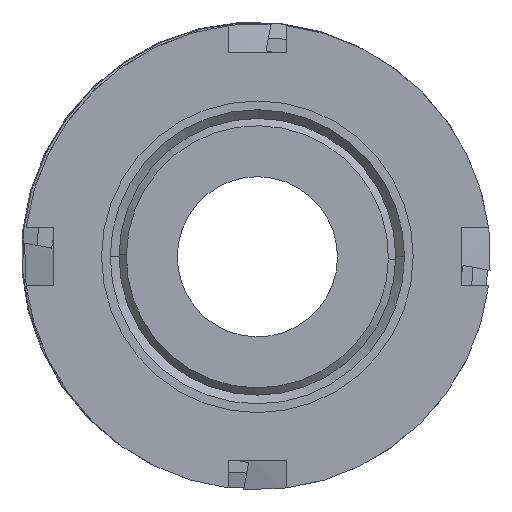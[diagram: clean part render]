
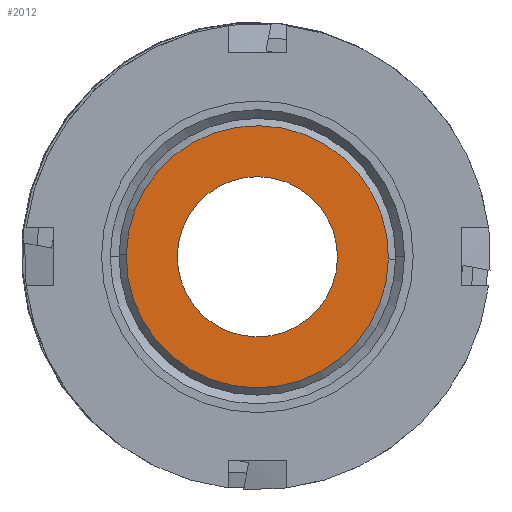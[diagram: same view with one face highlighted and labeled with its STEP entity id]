
A CAD part, front view. The second image highlights one B-rep face of the part: STEP entity #2012.
In plain terms, the highlighted planar face has unit normal (0, -1, 0).
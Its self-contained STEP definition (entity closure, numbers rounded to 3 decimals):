
#136 = ORIENTED_EDGE ( 'NONE', *, *, #4318, .F. ) ;
#530 = VERTEX_POINT ( 'NONE', #1620 ) ;
#535 = EDGE_LOOP ( 'NONE', ( #4109, #136 ) ) ;
#615 = DIRECTION ( 'NONE',  ( -1., 0., 0. ) ) ;
#656 = DIRECTION ( 'NONE',  ( 0., 1., 0. ) ) ;
#697 = AXIS2_PLACEMENT_3D ( 'NONE', #4029, #2607, #1692 ) ;
#913 = PLANE ( 'NONE',  #697 ) ;
#991 = DIRECTION ( 'NONE',  ( -1., 0., 0. ) ) ;
#998 = CIRCLE ( 'NONE', #3935, 5.5 ) ;
#1075 = EDGE_CURVE ( 'NONE', #3260, #4118, #2215, .T. ) ;
#1087 = EDGE_CURVE ( 'NONE', #530, #3402, #3164, .T. ) ;
#1145 = DIRECTION ( 'NONE',  ( -1., 0., 0. ) ) ;
#1342 = DIRECTION ( 'NONE',  ( 0., 1., 0. ) ) ;
#1347 = ORIENTED_EDGE ( 'NONE', *, *, #2028, .T. ) ;
#1398 = AXIS2_PLACEMENT_3D ( 'NONE', #4250, #2203, #1145 ) ;
#1414 = CARTESIAN_POINT ( 'NONE',  ( 9., -15.532, 0. ) ) ;
#1620 = CARTESIAN_POINT ( 'NONE',  ( -5.5, -15.532, 0. ) ) ;
#1624 = CARTESIAN_POINT ( 'NONE',  ( 0., -15.532, 0. ) ) ;
#1682 = CIRCLE ( 'NONE', #1398, 9. ) ;
#1692 = DIRECTION ( 'NONE',  ( -1., 0., 0. ) ) ;
#2012 = ADVANCED_FACE ( 'NONE', ( #2892, #4465 ), #913, .F. ) ;
#2028 = EDGE_CURVE ( 'NONE', #3402, #530, #998, .T. ) ;
#2031 = DIRECTION ( 'NONE',  ( 0., 1., 0. ) ) ;
#2183 = EDGE_LOOP ( 'NONE', ( #3831, #1347 ) ) ;
#2203 = DIRECTION ( 'NONE',  ( 0., 1., 0. ) ) ;
#2211 = AXIS2_PLACEMENT_3D ( 'NONE', #3406, #2031, #615 ) ;
#2215 = CIRCLE ( 'NONE', #2211, 9. ) ;
#2607 = DIRECTION ( 'NONE',  ( 0., 1., 0. ) ) ;
#2892 = FACE_OUTER_BOUND ( 'NONE', #535, .T. ) ;
#3050 = CARTESIAN_POINT ( 'NONE',  ( 0., -15.532, 0. ) ) ;
#3164 = CIRCLE ( 'NONE', #3489, 5.5 ) ;
#3260 = VERTEX_POINT ( 'NONE', #3600 ) ;
#3402 = VERTEX_POINT ( 'NONE', #4309 ) ;
#3406 = CARTESIAN_POINT ( 'NONE',  ( 0., -15.532, 0. ) ) ;
#3489 = AXIS2_PLACEMENT_3D ( 'NONE', #3050, #1342, #4464 ) ;
#3600 = CARTESIAN_POINT ( 'NONE',  ( -9., -15.532, 0. ) ) ;
#3831 = ORIENTED_EDGE ( 'NONE', *, *, #1087, .T. ) ;
#3935 = AXIS2_PLACEMENT_3D ( 'NONE', #1624, #656, #991 ) ;
#4029 = CARTESIAN_POINT ( 'NONE',  ( 5.5, -15.532, 0. ) ) ;
#4109 = ORIENTED_EDGE ( 'NONE', *, *, #1075, .F. ) ;
#4118 = VERTEX_POINT ( 'NONE', #1414 ) ;
#4250 = CARTESIAN_POINT ( 'NONE',  ( 0., -15.532, 0. ) ) ;
#4309 = CARTESIAN_POINT ( 'NONE',  ( 5.5, -15.532, 0. ) ) ;
#4318 = EDGE_CURVE ( 'NONE', #4118, #3260, #1682, .T. ) ;
#4464 = DIRECTION ( 'NONE',  ( -1., 0., 0. ) ) ;
#4465 = FACE_BOUND ( 'NONE', #2183, .T. ) ;
